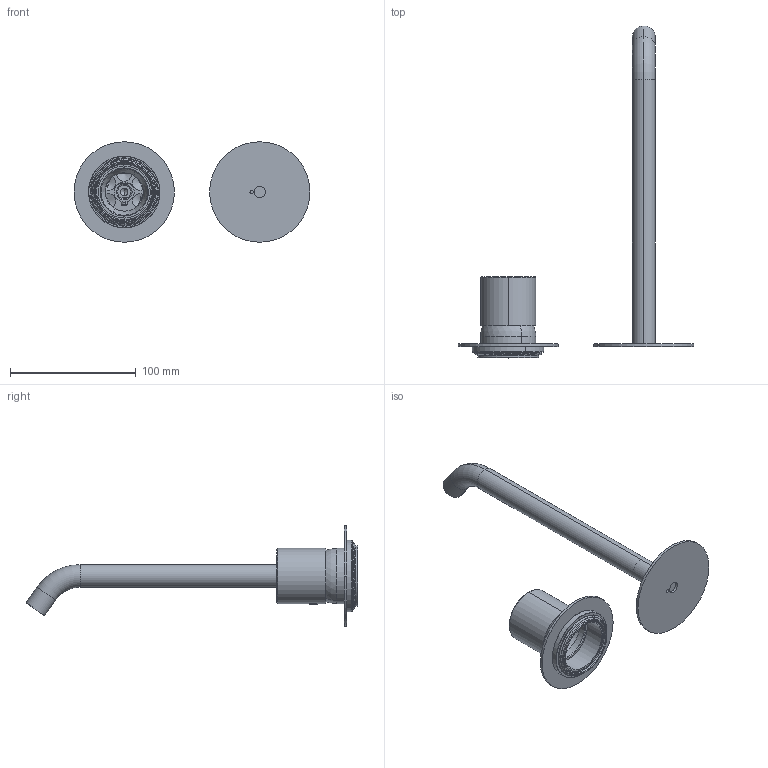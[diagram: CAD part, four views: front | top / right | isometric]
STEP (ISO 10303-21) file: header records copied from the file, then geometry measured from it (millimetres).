
FILE_DESCRIPTION(('CATIA V5 STEP Exchange','CAx-IF Rec.Pracs.--- Model Styling and Organization---1.5--- 2016-08-15','CAx-IF Rec.Pracs.---Supplemental Geometry---1.0---2011-11-01','CAx-IF Rec.Pracs.--- Composite Materials ---3.4---2017-06-13','CAx-IF Rec.Pracs.---Tessellated 3D Geometry---1.0---2015-12-17'),'2;1');
FILE_NAME('X3 00551.stp','2022-09-13T12:59:10+00:00',('none'),('none'),'CATIA Version 5-6 Release 2020 SP2','CATIA V5 STEP AP242 v2','none');
FILE_SCHEMA(('AP242_MANAGED_MODEL_BASED_3D_ENGINEERING_MIM_LF {1 0 10303 442 1 1 4}'));
Products named in the file (14): PR.0484.34; P47263; PR98127; P45393; P44110; P47561; PR9C174; P47253; P43070; P42743; P9C168; P50533; P52184; P47570
Assembly tree (13 placements, depth 3):
  PR.0484.34
    P47263
    PR98127
      P45393
      P44110
    P47561
    PR9C174
      P47253
    P43070
    P42743
    P9C168
    P50533
    P52184
    P47570
Bounding box: 188 x 264.47 x 80 mm (x, y, z)
Volume: 81251.8 mm3; surface area: 76843.8 mm2
Topology: 11 solids, 12 shells, 2000 faces, 5157 edges, 3333 vertices
Faces by surface type: bspline 1085, cylinder 371, plane 357, cone 83, torus 74, revolution 24, sphere 6
Entity records: 70851 total; most frequent: CARTESIAN_POINT 32999, ORIENTED_EDGE 10274, EDGE_CURVE 5137, B_SPLINE_CURVE_WITH_KNOTS 3504, VERTEX_POINT 3333, DIRECTION 2261, EDGE_LOOP 2198, ADVANCED_FACE 2000
